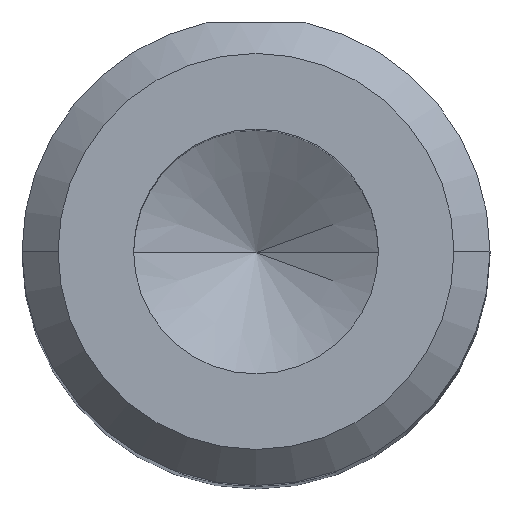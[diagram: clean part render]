
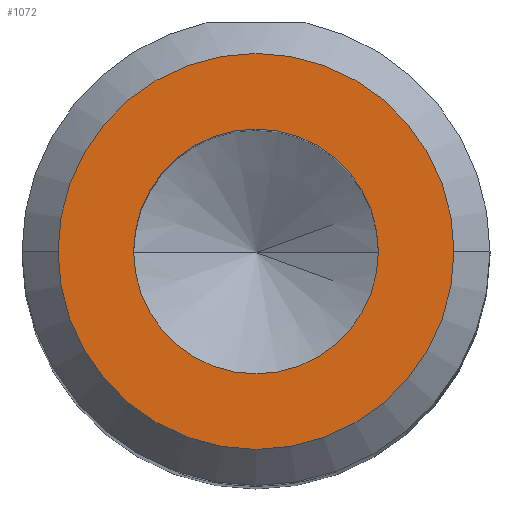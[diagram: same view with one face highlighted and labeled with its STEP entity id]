
A CAD part, top view. The second image highlights one B-rep face of the part: STEP entity #1072.
In plain terms, the highlighted planar face has unit normal (0, 0, 1).
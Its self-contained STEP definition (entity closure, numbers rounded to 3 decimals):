
#117 = CARTESIAN_POINT ( 'NONE',  ( 0., 0., 30. ) ) ;
#121 = AXIS2_PLACEMENT_3D ( 'NONE', #227, #899, #319 ) ;
#128 = AXIS2_PLACEMENT_3D ( 'NONE', #1121, #542, #1226 ) ;
#208 = CARTESIAN_POINT ( 'NONE',  ( -3.4, 0., 30. ) ) ;
#209 = EDGE_LOOP ( 'NONE', ( #641, #762 ) ) ;
#227 = CARTESIAN_POINT ( 'NONE',  ( 0., 0., 30. ) ) ;
#300 = CARTESIAN_POINT ( 'NONE',  ( 0., 0., 30. ) ) ;
#314 = VERTEX_POINT ( 'NONE', #961 ) ;
#319 = DIRECTION ( 'NONE',  ( 1., 0., 0. ) ) ;
#398 = CIRCLE ( 'NONE', #128, 5.5 ) ;
#399 = DIRECTION ( 'NONE',  ( 1., 0., 0. ) ) ;
#416 = DIRECTION ( 'NONE',  ( 0., 0., 1. ) ) ;
#430 = AXIS2_PLACEMENT_3D ( 'NONE', #300, #984, #399 ) ;
#445 = DIRECTION ( 'NONE',  ( 0., 0., 1. ) ) ;
#465 = FACE_BOUND ( 'NONE', #209, .T. ) ;
#471 = CIRCLE ( 'NONE', #121, 3.4 ) ;
#488 = ORIENTED_EDGE ( 'NONE', *, *, #828, .T. ) ;
#542 = DIRECTION ( 'NONE',  ( 0., 0., 1. ) ) ;
#558 = AXIS2_PLACEMENT_3D ( 'NONE', #117, #416, #1101 ) ;
#567 = CIRCLE ( 'NONE', #430, 5.5 ) ;
#641 = ORIENTED_EDGE ( 'NONE', *, *, #1156, .F. ) ;
#693 = FACE_OUTER_BOUND ( 'NONE', #939, .T. ) ;
#712 = VERTEX_POINT ( 'NONE', #831 ) ;
#715 = CARTESIAN_POINT ( 'NONE',  ( -5.5, 0., 30. ) ) ;
#762 = ORIENTED_EDGE ( 'NONE', *, *, #911, .F. ) ;
#828 = EDGE_CURVE ( 'NONE', #712, #956, #567, .T. ) ;
#830 = VERTEX_POINT ( 'NONE', #208 ) ;
#831 = CARTESIAN_POINT ( 'NONE',  ( 5.5, 0., 30. ) ) ;
#854 = AXIS2_PLACEMENT_3D ( 'NONE', #1038, #445, #1126 ) ;
#858 = ORIENTED_EDGE ( 'NONE', *, *, #1133, .T. ) ;
#899 = DIRECTION ( 'NONE',  ( 0., 0., 1. ) ) ;
#911 = EDGE_CURVE ( 'NONE', #830, #314, #471, .T. ) ;
#939 = EDGE_LOOP ( 'NONE', ( #858, #488 ) ) ;
#956 = VERTEX_POINT ( 'NONE', #715 ) ;
#961 = CARTESIAN_POINT ( 'NONE',  ( 3.4, 0., 30. ) ) ;
#984 = DIRECTION ( 'NONE',  ( 0., 0., 1. ) ) ;
#1006 = PLANE ( 'NONE',  #558 ) ;
#1038 = CARTESIAN_POINT ( 'NONE',  ( 0., 0., 30. ) ) ;
#1072 = ADVANCED_FACE ( 'NONE', ( #693, #465 ), #1006, .T. ) ;
#1101 = DIRECTION ( 'NONE',  ( 1., 0., 0. ) ) ;
#1116 = CIRCLE ( 'NONE', #854, 3.4 ) ;
#1121 = CARTESIAN_POINT ( 'NONE',  ( 0., 0., 30. ) ) ;
#1126 = DIRECTION ( 'NONE',  ( 1., 0., 0. ) ) ;
#1133 = EDGE_CURVE ( 'NONE', #956, #712, #398, .T. ) ;
#1156 = EDGE_CURVE ( 'NONE', #314, #830, #1116, .T. ) ;
#1226 = DIRECTION ( 'NONE',  ( 1., 0., 0. ) ) ;
